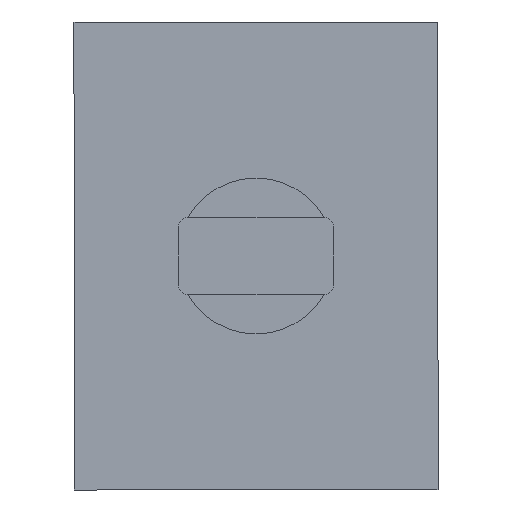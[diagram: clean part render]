
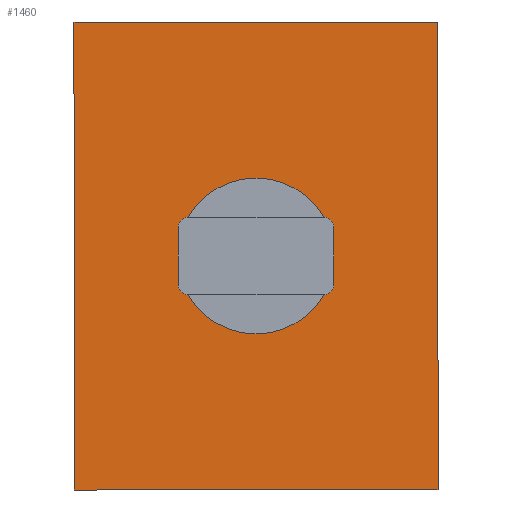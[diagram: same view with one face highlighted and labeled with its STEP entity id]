
A CAD part, front view. The second image highlights one B-rep face of the part: STEP entity #1460.
In plain terms, the highlighted planar face has unit normal (0, -1, 0).
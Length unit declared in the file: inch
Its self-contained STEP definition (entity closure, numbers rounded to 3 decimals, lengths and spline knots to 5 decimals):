
#56=FACE_BOUND('',#297,.T.);
#128=CIRCLE('',#1629,0.25);
#205=FACE_OUTER_BOUND('',#296,.T.);
#296=EDGE_LOOP('',(#1283,#1284,#1285,#1286));
#297=EDGE_LOOP('',(#1287));
#433=LINE('',#2441,#580);
#436=LINE('',#2446,#583);
#438=LINE('',#2450,#585);
#440=LINE('',#2453,#587);
#580=VECTOR('',#2006,0.3937);
#583=VECTOR('',#2011,0.3937);
#585=VECTOR('',#2015,0.3937);
#587=VECTOR('',#2019,0.59055);
#716=VERTEX_POINT('',#2434);
#717=VERTEX_POINT('',#2439);
#718=VERTEX_POINT('',#2440);
#719=VERTEX_POINT('',#2445);
#720=VERTEX_POINT('',#2449);
#904=EDGE_CURVE('',#716,#716,#128,.T.);
#905=EDGE_CURVE('',#717,#718,#433,.T.);
#908=EDGE_CURVE('',#717,#719,#436,.T.);
#910=EDGE_CURVE('',#720,#719,#438,.T.);
#912=EDGE_CURVE('',#720,#718,#440,.T.);
#1283=ORIENTED_EDGE('',*,*,#905,.T.);
#1284=ORIENTED_EDGE('',*,*,#912,.F.);
#1285=ORIENTED_EDGE('',*,*,#910,.T.);
#1286=ORIENTED_EDGE('',*,*,#908,.F.);
#1287=ORIENTED_EDGE('',*,*,#904,.T.);
#1386=PLANE('',#1636);
#1460=ADVANCED_FACE('',(#205,#56),#1386,.F.);
#1629=AXIS2_PLACEMENT_3D('',#2436,#2000,#2001);
#1636=AXIS2_PLACEMENT_3D('',#2455,#2022,#2023);
#2000=DIRECTION('center_axis',(0.,1.,0.));
#2001=DIRECTION('ref_axis',(1.,0.,0.));
#2006=DIRECTION('',(0.,0.,-1.));
#2011=DIRECTION('',(1.,0.,0.));
#2015=DIRECTION('',(0.,0.,1.));
#2019=DIRECTION('',(-1.,0.,0.));
#2022=DIRECTION('center_axis',(0.,1.,0.));
#2023=DIRECTION('ref_axis',(-1.,0.,0.));
#2434=CARTESIAN_POINT('',(1.175,2.57353,-0.25));
#2436=CARTESIAN_POINT('Origin',(1.425,2.57353,-0.25));
#2439=CARTESIAN_POINT('',(-3.075,2.57353,3.25));
#2440=CARTESIAN_POINT('',(-3.075,2.57353,-3.75));
#2441=CARTESIAN_POINT('',(-3.075,2.57353,-0.8875));
#2445=CARTESIAN_POINT('',(5.925,2.57353,3.25));
#2446=CARTESIAN_POINT('',(-0.38566,2.57353,3.25));
#2449=CARTESIAN_POINT('',(5.925,2.57353,-3.75));
#2450=CARTESIAN_POINT('',(5.925,2.57353,0.3875));
#2453=CARTESIAN_POINT('',(3.23566,2.57353,-3.75));
#2455=CARTESIAN_POINT('Origin',(1.425,2.57353,-0.25));
